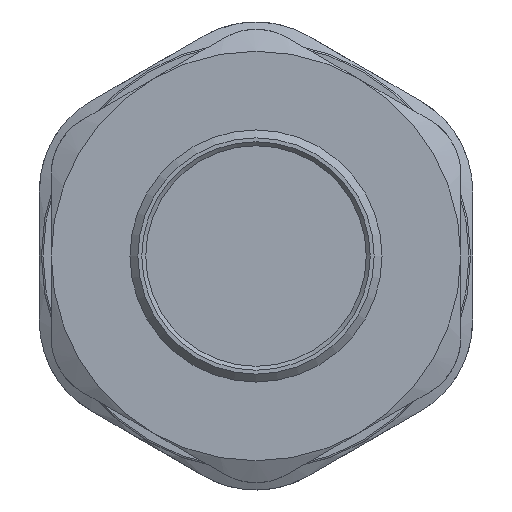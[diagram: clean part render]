
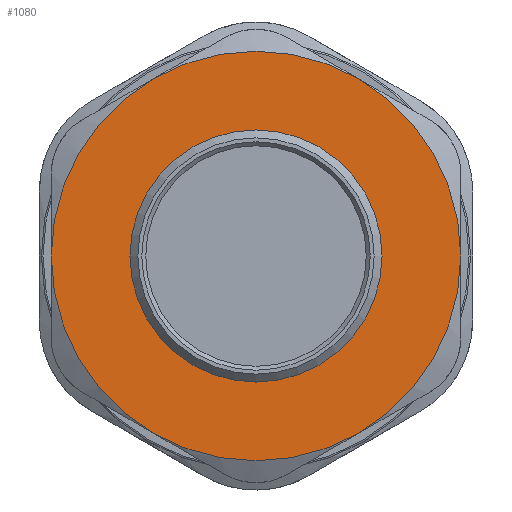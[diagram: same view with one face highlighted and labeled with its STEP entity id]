
A CAD part, front view. The second image highlights one B-rep face of the part: STEP entity #1080.
In plain terms, the highlighted planar face has unit normal (0, -1, 0).
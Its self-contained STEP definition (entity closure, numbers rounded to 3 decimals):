
#80=FACE_BOUND('',#238,.T.);
#102=PLANE('',#1210);
#166=FACE_OUTER_BOUND('',#237,.T.);
#237=EDGE_LOOP('',(#918,#919,#920,#921,#922,#923));
#238=EDGE_LOOP('',(#924));
#307=CIRCLE('',#1175,26.);
#308=CIRCLE('',#1179,26.);
#309=CIRCLE('',#1183,26.);
#310=CIRCLE('',#1187,26.);
#311=CIRCLE('',#1191,26.);
#312=CIRCLE('',#1195,26.);
#319=CIRCLE('',#1209,15.2);
#452=VERTEX_POINT('',#2041);
#456=VERTEX_POINT('',#2059);
#462=VERTEX_POINT('',#2111);
#468=VERTEX_POINT('',#2163);
#474=VERTEX_POINT('',#2215);
#480=VERTEX_POINT('',#2267);
#484=VERTEX_POINT('',#2330);
#582=EDGE_CURVE('',#456,#452,#307,.T.);
#591=EDGE_CURVE('',#462,#456,#308,.T.);
#600=EDGE_CURVE('',#468,#462,#309,.T.);
#609=EDGE_CURVE('',#474,#468,#310,.T.);
#618=EDGE_CURVE('',#480,#474,#311,.T.);
#625=EDGE_CURVE('',#452,#480,#312,.T.);
#632=EDGE_CURVE('',#484,#484,#319,.T.);
#918=ORIENTED_EDGE('',*,*,#591,.F.);
#919=ORIENTED_EDGE('',*,*,#600,.F.);
#920=ORIENTED_EDGE('',*,*,#609,.F.);
#921=ORIENTED_EDGE('',*,*,#618,.F.);
#922=ORIENTED_EDGE('',*,*,#625,.F.);
#923=ORIENTED_EDGE('',*,*,#582,.F.);
#924=ORIENTED_EDGE('',*,*,#632,.T.);
#1080=ADVANCED_FACE('',(#166,#80),#102,.T.);
#1175=AXIS2_PLACEMENT_3D('',#2063,#1378,#1379);
#1179=AXIS2_PLACEMENT_3D('',#2115,#1388,#1389);
#1183=AXIS2_PLACEMENT_3D('',#2167,#1398,#1399);
#1187=AXIS2_PLACEMENT_3D('',#2219,#1408,#1409);
#1191=AXIS2_PLACEMENT_3D('',#2271,#1418,#1419);
#1195=AXIS2_PLACEMENT_3D('',#2316,#1427,#1428);
#1209=AXIS2_PLACEMENT_3D('',#2331,#1455,#1456);
#1210=AXIS2_PLACEMENT_3D('',#2333,#1458,#1459);
#1378=DIRECTION('center_axis',(0.,1.,0.));
#1379=DIRECTION('ref_axis',(1.,0.,0.));
#1388=DIRECTION('center_axis',(0.,1.,0.));
#1389=DIRECTION('ref_axis',(1.,0.,0.));
#1398=DIRECTION('center_axis',(0.,1.,0.));
#1399=DIRECTION('ref_axis',(1.,0.,0.));
#1408=DIRECTION('center_axis',(0.,1.,0.));
#1409=DIRECTION('ref_axis',(1.,0.,0.));
#1418=DIRECTION('center_axis',(0.,1.,0.));
#1419=DIRECTION('ref_axis',(1.,0.,0.));
#1427=DIRECTION('center_axis',(0.,1.,0.));
#1428=DIRECTION('ref_axis',(1.,0.,0.));
#1455=DIRECTION('center_axis',(0.,1.,0.));
#1456=DIRECTION('ref_axis',(1.,0.,0.));
#1458=DIRECTION('center_axis',(0.,-1.,0.));
#1459=DIRECTION('ref_axis',(0.,0.,-1.));
#2041=CARTESIAN_POINT('',(-2.743,-23.936,22.128));
#2059=CARTESIAN_POINT('',(-28.743,-23.936,22.128));
#2063=CARTESIAN_POINT('Origin',(-15.743,-23.936,-0.388));
#2111=CARTESIAN_POINT('',(-41.743,-23.936,-0.388));
#2115=CARTESIAN_POINT('Origin',(-15.743,-23.936,-0.388));
#2163=CARTESIAN_POINT('',(-28.743,-23.936,-22.905));
#2167=CARTESIAN_POINT('Origin',(-15.743,-23.936,-0.388));
#2215=CARTESIAN_POINT('',(-2.743,-23.936,-22.905));
#2219=CARTESIAN_POINT('Origin',(-15.743,-23.936,-0.388));
#2267=CARTESIAN_POINT('',(10.257,-23.936,-0.388));
#2271=CARTESIAN_POINT('Origin',(-15.743,-23.936,-0.388));
#2316=CARTESIAN_POINT('Origin',(-15.743,-23.936,-0.388));
#2330=CARTESIAN_POINT('',(-0.543,-23.936,-0.388));
#2331=CARTESIAN_POINT('Origin',(-15.743,-23.936,-0.388));
#2333=CARTESIAN_POINT('Origin',(-41.743,-23.936,-0.388));
